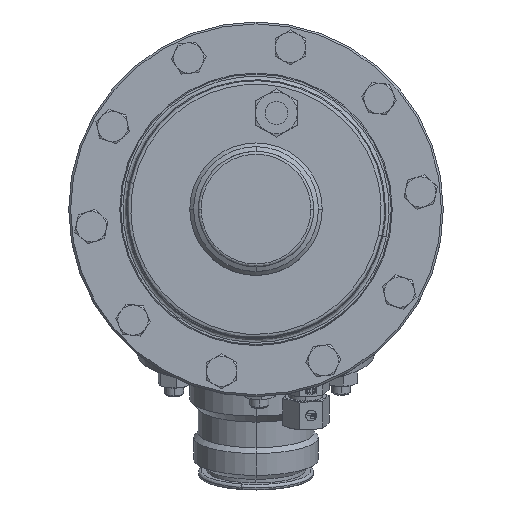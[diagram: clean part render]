
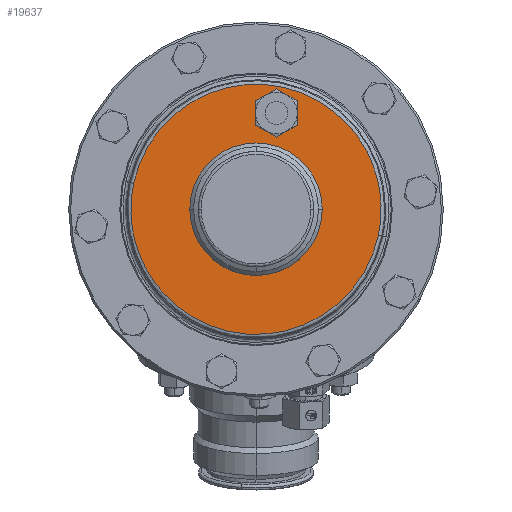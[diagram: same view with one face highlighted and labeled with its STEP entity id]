
A CAD part, top view. The second image highlights one B-rep face of the part: STEP entity #19637.
In plain terms, the highlighted planar face has unit normal (0, 0, 1).
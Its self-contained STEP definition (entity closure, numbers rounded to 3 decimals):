
#2010 = DIRECTION ( 'NONE',  ( 1., 0., 0. ) ) ;
#2402 = VERTEX_POINT ( 'NONE', #2465 ) ;
#2465 = CARTESIAN_POINT ( 'NONE',  ( 64.655, -13.743, 53.4 ) ) ;
#2599 = ORIENTED_EDGE ( 'NONE', *, *, #15554, .F. ) ;
#2791 = CARTESIAN_POINT ( 'NONE',  ( 92.141, 115.567, 53.4 ) ) ;
#2836 = EDGE_LOOP ( 'NONE', ( #13131, #2599 ) ) ;
#3135 = DIRECTION ( 'NONE',  ( 0., 0., 1. ) ) ;
#3932 = CARTESIAN_POINT ( 'NONE',  ( 35., 0., 53.4 ) ) ;
#4988 = CARTESIAN_POINT ( 'NONE',  ( 13.743, 64.655, 53.4 ) ) ;
#7726 = AXIS2_PLACEMENT_3D ( 'NONE', #4988, #40879, #10157 ) ;
#8426 = CIRCLE ( 'NONE', #24033, 9.74 ) ;
#8512 = CIRCLE ( 'NONE', #66133, 9.74 ) ;
#9491 = EDGE_CURVE ( 'NONE', #2402, #34312, #63151, .T. ) ;
#9802 = FACE_OUTER_BOUND ( 'NONE', #42953, .T. ) ;
#9931 = CARTESIAN_POINT ( 'NONE',  ( 37.169, -143.053, 53.4 ) ) ;
#10157 = DIRECTION ( 'NONE',  ( -1., 0., 0. ) ) ;
#11996 = CARTESIAN_POINT ( 'NONE',  ( 20.551, 50.864, 53.4 ) ) ;
#13131 = ORIENTED_EDGE ( 'NONE', *, *, #41274, .F. ) ;
#13396 = CARTESIAN_POINT ( 'NONE',  ( 1.071, 50.864, 53.4 ) ) ;
#13400 = CARTESIAN_POINT ( 'NONE',  ( 0., 0., 53.4 ) ) ;
#13562 = CARTESIAN_POINT ( 'NONE',  ( -64.655, 13.743, 53.4 ) ) ;
#15277 = CARTESIAN_POINT ( 'NONE',  ( 0., 0., 53.4 ) ) ;
#15554 = EDGE_CURVE ( 'NONE', #44919, #49739, #8426, .T. ) ;
#15971 = ORIENTED_EDGE ( 'NONE', *, *, #9491, .F. ) ;
#18601 = DIRECTION ( 'NONE',  ( -1., 0., 0. ) ) ;
#19637 = ADVANCED_FACE ( 'NONE', ( #49172, #9802, #50770 ), #66513, .F. ) ;
#19852 = ORIENTED_EDGE ( 'NONE', *, *, #59006, .F. ) ;
#20450 = DIRECTION ( 'NONE',  ( -1., 0., 0. ) ) ;
#21932 = CIRCLE ( 'NONE', #61704, 35. ) ;
#22158 = VERTEX_POINT ( 'NONE', #31359 ) ;
#23319 = CARTESIAN_POINT ( 'NONE',  ( -37.169, 143.053, 53.4 ) ) ;
#24033 = AXIS2_PLACEMENT_3D ( 'NONE', #63537, #32776, #2010 ) ;
#25492 = CARTESIAN_POINT ( 'NONE',  ( -64.655, 13.743, 53.4 ) ) ;
#25729 = CIRCLE ( 'NONE', #65211, 35. ) ;
#26678 = EDGE_CURVE ( 'NONE', #34312, #2402, #32306, .T. ) ;
#30347 = ORIENTED_EDGE ( 'NONE', *, *, #26678, .F. ) ;
#31359 = CARTESIAN_POINT ( 'NONE',  ( -35., 0., 53.4 ) ) ;
#32306 =( BOUNDED_CURVE ( )  B_SPLINE_CURVE ( 3, ( #59150, #23319, #2791, #38715 ),
 .UNSPECIFIED., .F., .F. ) 
 B_SPLINE_CURVE_WITH_KNOTS ( ( 4, 4 ),
 ( 0., 1. ),
 .UNSPECIFIED. ) 
 CURVE ( )  GEOMETRIC_REPRESENTATION_ITEM ( )  RATIONAL_B_SPLINE_CURVE ( ( 1., 0.333, 0.333, 1. ) ) 
 REPRESENTATION_ITEM ( '' )  );
#32776 = DIRECTION ( 'NONE',  ( 0., 0., 1. ) ) ;
#33670 = ORIENTED_EDGE ( 'NONE', *, *, #55613, .F. ) ;
#33899 = CARTESIAN_POINT ( 'NONE',  ( 10.811, 50.864, 53.4 ) ) ;
#34312 = VERTEX_POINT ( 'NONE', #13562 ) ;
#38715 = CARTESIAN_POINT ( 'NONE',  ( 64.655, -13.743, 53.4 ) ) ;
#39039 = DIRECTION ( 'NONE',  ( 1., 0., 0. ) ) ;
#39539 = EDGE_LOOP ( 'NONE', ( #33670, #19852 ) ) ;
#40879 = DIRECTION ( 'NONE',  ( 0., 0., -1. ) ) ;
#41274 = EDGE_CURVE ( 'NONE', #49739, #44919, #8512, .T. ) ;
#42953 = EDGE_LOOP ( 'NONE', ( #15971, #30347 ) ) ;
#43682 = VERTEX_POINT ( 'NONE', #3932 ) ;
#44919 = VERTEX_POINT ( 'NONE', #13396 ) ;
#45824 = CARTESIAN_POINT ( 'NONE',  ( 64.655, -13.743, 53.4 ) ) ;
#49172 = FACE_BOUND ( 'NONE', #39539, .T. ) ;
#49293 = DIRECTION ( 'NONE',  ( 0., 0., 1. ) ) ;
#49739 = VERTEX_POINT ( 'NONE', #11996 ) ;
#50770 = FACE_BOUND ( 'NONE', #2836, .T. ) ;
#51142 = DIRECTION ( 'NONE',  ( 0., 0., 1. ) ) ;
#55613 = EDGE_CURVE ( 'NONE', #22158, #43682, #21932, .T. ) ;
#56187 = CARTESIAN_POINT ( 'NONE',  ( -92.141, -115.567, 53.4 ) ) ;
#59006 = EDGE_CURVE ( 'NONE', #43682, #22158, #25729, .T. ) ;
#59150 = CARTESIAN_POINT ( 'NONE',  ( -64.655, 13.743, 53.4 ) ) ;
#61704 = AXIS2_PLACEMENT_3D ( 'NONE', #15277, #51142, #20450 ) ;
#63151 =( BOUNDED_CURVE ( )  B_SPLINE_CURVE ( 3, ( #45824, #9931, #56187, #25492 ),
 .UNSPECIFIED., .F., .F. ) 
 B_SPLINE_CURVE_WITH_KNOTS ( ( 4, 4 ),
 ( 0., 1. ),
 .UNSPECIFIED. ) 
 CURVE ( )  GEOMETRIC_REPRESENTATION_ITEM ( )  RATIONAL_B_SPLINE_CURVE ( ( 1., 0.333, 0.333, 1. ) ) 
 REPRESENTATION_ITEM ( '' )  );
#63537 = CARTESIAN_POINT ( 'NONE',  ( 10.811, 50.864, 53.4 ) ) ;
#65211 = AXIS2_PLACEMENT_3D ( 'NONE', #13400, #49293, #18601 ) ;
#66133 = AXIS2_PLACEMENT_3D ( 'NONE', #33899, #3135, #39039 ) ;
#66513 = PLANE ( 'NONE',  #7726 ) ;
